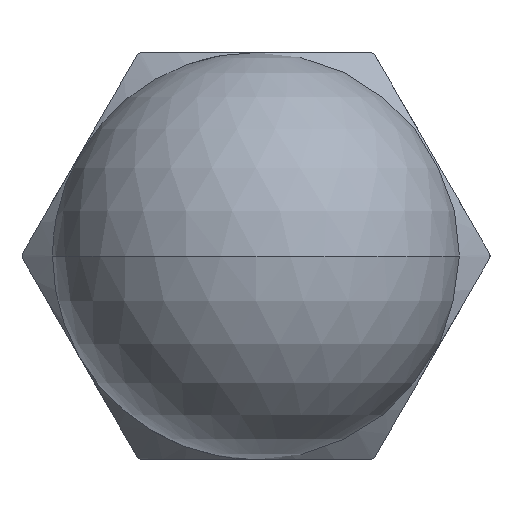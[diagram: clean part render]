
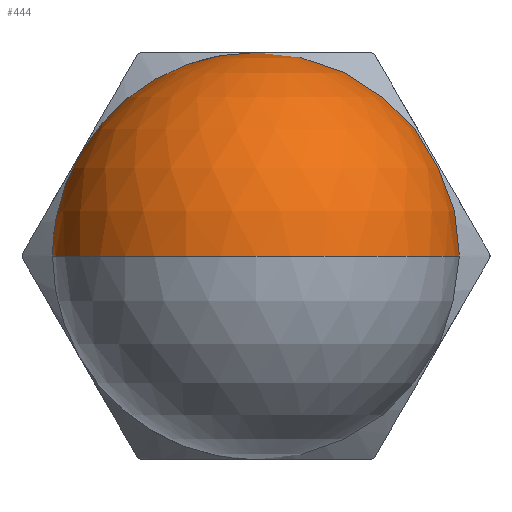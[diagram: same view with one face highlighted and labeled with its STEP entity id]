
A CAD part, left-side view. The second image highlights one B-rep face of the part: STEP entity #444.
In plain terms, the highlighted spherical face has radius 5 mm.
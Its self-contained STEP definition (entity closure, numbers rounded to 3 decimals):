
#23 = EDGE_CURVE ( 'NONE', #332, #734, #454, .T. ) ;
#99 = AXIS2_PLACEMENT_3D ( 'NONE', #930, #929, #923 ) ;
#111 = DIRECTION ( 'NONE',  ( 0., 0., -1. ) ) ;
#115 = AXIS2_PLACEMENT_3D ( 'NONE', #979, #969, #967 ) ;
#118 = AXIS2_PLACEMENT_3D ( 'NONE', #988, #987, #985 ) ;
#185 = AXIS2_PLACEMENT_3D ( 'NONE', #411, #111, #1078 ) ;
#206 = CIRCLE ( 'NONE', #99, 4. ) ;
#235 = CIRCLE ( 'NONE', #115, 5. ) ;
#248 = CIRCLE ( 'NONE', #118, 5. ) ;
#281 = CARTESIAN_POINT ( 'NONE',  ( -6.5, 0., 0. ) ) ;
#292 = SPHERICAL_SURFACE ( 'NONE', #185, 5. ) ;
#299 = FACE_OUTER_BOUND ( 'NONE', #571, .T. ) ;
#332 = VERTEX_POINT ( 'NONE', #733 ) ;
#391 = CARTESIAN_POINT ( 'NONE',  ( -14.5, 0., 0. ) ) ;
#411 = CARTESIAN_POINT ( 'NONE',  ( -9.5, 0., 0. ) ) ;
#444 = ADVANCED_FACE ( 'NONE', ( #299 ), #292, .T. ) ;
#454 = CIRCLE ( 'NONE', #726, 4. ) ;
#571 = EDGE_LOOP ( 'NONE', ( #1022, #1024, #1029, #1032 ) ) ;
#620 = CARTESIAN_POINT ( 'NONE',  ( -6.5, 4., 0. ) ) ;
#726 = AXIS2_PLACEMENT_3D ( 'NONE', #281, #976, #815 ) ;
#733 = CARTESIAN_POINT ( 'NONE',  ( -6.5, -4., 0. ) ) ;
#734 = VERTEX_POINT ( 'NONE', #1117 ) ;
#815 = DIRECTION ( 'NONE',  ( 0., 0., 1. ) ) ;
#842 = EDGE_CURVE ( 'NONE', #332, #1119, #248, .T. ) ;
#853 = EDGE_CURVE ( 'NONE', #1047, #1119, #235, .T. ) ;
#874 = EDGE_CURVE ( 'NONE', #734, #1047, #206, .T. ) ;
#923 = DIRECTION ( 'NONE',  ( 0., 0., 1. ) ) ;
#929 = DIRECTION ( 'NONE',  ( -1., 0., 0. ) ) ;
#930 = CARTESIAN_POINT ( 'NONE',  ( -6.5, 0., 0. ) ) ;
#967 = DIRECTION ( 'NONE',  ( 1., 0., 0. ) ) ;
#969 = DIRECTION ( 'NONE',  ( 0., 0., 1. ) ) ;
#976 = DIRECTION ( 'NONE',  ( -1., 0., 0. ) ) ;
#979 = CARTESIAN_POINT ( 'NONE',  ( -9.5, 0., 0. ) ) ;
#985 = DIRECTION ( 'NONE',  ( 0., 1., 0. ) ) ;
#987 = DIRECTION ( 'NONE',  ( 0., 0., -1. ) ) ;
#988 = CARTESIAN_POINT ( 'NONE',  ( -9.5, 0., 0. ) ) ;
#1022 = ORIENTED_EDGE ( 'NONE', *, *, #842, .F. ) ;
#1024 = ORIENTED_EDGE ( 'NONE', *, *, #23, .T. ) ;
#1029 = ORIENTED_EDGE ( 'NONE', *, *, #874, .T. ) ;
#1032 = ORIENTED_EDGE ( 'NONE', *, *, #853, .T. ) ;
#1047 = VERTEX_POINT ( 'NONE', #620 ) ;
#1078 = DIRECTION ( 'NONE',  ( 0., 1., 0. ) ) ;
#1117 = CARTESIAN_POINT ( 'NONE',  ( -6.5, 0., 4. ) ) ;
#1119 = VERTEX_POINT ( 'NONE', #391 ) ;
